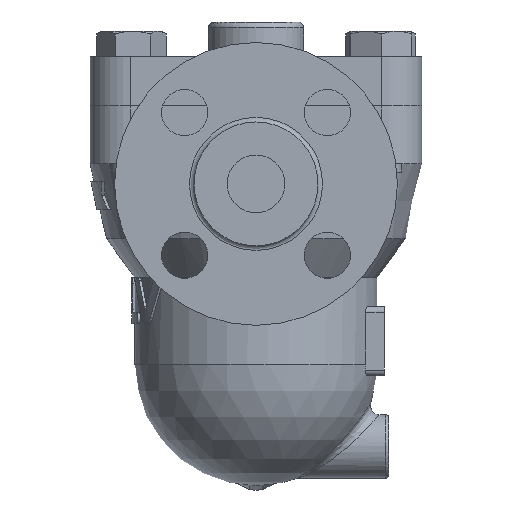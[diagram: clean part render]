
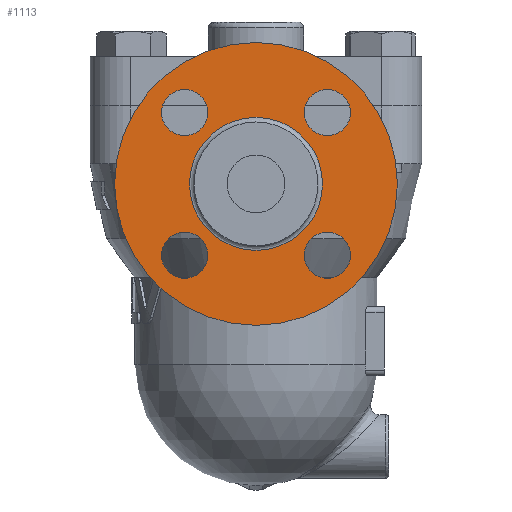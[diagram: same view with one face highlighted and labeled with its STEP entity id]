
A CAD part, left-side view. The second image highlights one B-rep face of the part: STEP entity #1113.
In plain terms, the highlighted planar face has unit normal (-1, 0, 0).
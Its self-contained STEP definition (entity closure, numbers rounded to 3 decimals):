
#1027=CARTESIAN_POINT('',(-120.4,0.,-3.95));
#1028=VERTEX_POINT('',#1027);
#1029=CARTESIAN_POINT('',(-120.4,0.0,-27.));
#1030=DIRECTION('',(-1.0,0.0,0.0));
#1031=DIRECTION('',(0.0,0.0,-1.0));
#1032=AXIS2_PLACEMENT_3D('',#1029,#1030,#1031);
#1033=CIRCLE('',#1032,23.05);
#1034=EDGE_CURVE('',#1028,#1028,#1033,.T.);
#1050=CARTESIAN_POINT('',(-120.4,0.0,8.225));
#1051=DIRECTION('',(-1.0,0.0,0.0));
#1052=DIRECTION('',(0.0,0.0,1.0));
#1053=AXIS2_PLACEMENT_3D('',#1050,#1051,#1052);
#1054=PLANE('',#1053);
#1055=CARTESIAN_POINT('',(-120.4,0.0,22.));
#1056=VERTEX_POINT('',#1055);
#1057=CARTESIAN_POINT('',(-120.4,0.0,-27.));
#1058=DIRECTION('',(-1.0,0.0,0.0));
#1059=DIRECTION('',(0.0,0.0,1.0));
#1060=AXIS2_PLACEMENT_3D('',#1057,#1058,#1059);
#1061=CIRCLE('',#1060,49.0);
#1062=EDGE_CURVE('',#1056,#1056,#1061,.T.);
#1063=ORIENTED_EDGE('',*,*,#1062,.T.);
#1064=EDGE_LOOP('',(#1063));
#1065=FACE_OUTER_BOUND('',#1064,.T.);
#1066=CARTESIAN_POINT('',(-120.4,-24.713,5.713));
#1067=VERTEX_POINT('',#1066);
#1068=CARTESIAN_POINT('',(-120.4,-24.713,-2.287));
#1069=DIRECTION('',(1.0,0.0,0.0));
#1070=DIRECTION('',(0.0,0.0,1.0));
#1071=AXIS2_PLACEMENT_3D('',#1068,#1069,#1070);
#1072=CIRCLE('',#1071,8.0);
#1073=EDGE_CURVE('',#1067,#1067,#1072,.T.);
#1074=ORIENTED_EDGE('',*,*,#1073,.T.);
#1075=EDGE_LOOP('',(#1074));
#1076=FACE_BOUND('',#1075,.T.);
#1077=CARTESIAN_POINT('',(-120.4,32.713,-2.287));
#1078=VERTEX_POINT('',#1077);
#1079=CARTESIAN_POINT('',(-120.4,24.713,-2.287));
#1080=DIRECTION('',(1.0,0.0,0.0));
#1081=DIRECTION('',(0.0,1.0,0.0));
#1082=AXIS2_PLACEMENT_3D('',#1079,#1080,#1081);
#1083=CIRCLE('',#1082,8.0);
#1084=EDGE_CURVE('',#1078,#1078,#1083,.T.);
#1085=ORIENTED_EDGE('',*,*,#1084,.T.);
#1086=EDGE_LOOP('',(#1085));
#1087=FACE_BOUND('',#1086,.T.);
#1088=CARTESIAN_POINT('',(-120.4,24.713,-59.713));
#1089=VERTEX_POINT('',#1088);
#1090=CARTESIAN_POINT('',(-120.4,24.713,-51.713));
#1091=DIRECTION('',(1.0,0.0,0.0));
#1092=DIRECTION('',(0.0,0.0,-1.0));
#1093=AXIS2_PLACEMENT_3D('',#1090,#1091,#1092);
#1094=CIRCLE('',#1093,8.0);
#1095=EDGE_CURVE('',#1089,#1089,#1094,.T.);
#1096=ORIENTED_EDGE('',*,*,#1095,.T.);
#1097=EDGE_LOOP('',(#1096));
#1098=FACE_BOUND('',#1097,.T.);
#1099=CARTESIAN_POINT('',(-120.4,-32.713,-51.713));
#1100=VERTEX_POINT('',#1099);
#1101=CARTESIAN_POINT('',(-120.4,-24.713,-51.713));
#1102=DIRECTION('',(1.0,0.0,0.0));
#1103=DIRECTION('',(0.0,-1.0,0.0));
#1104=AXIS2_PLACEMENT_3D('',#1101,#1102,#1103);
#1105=CIRCLE('',#1104,8.0);
#1106=EDGE_CURVE('',#1100,#1100,#1105,.T.);
#1107=ORIENTED_EDGE('',*,*,#1106,.T.);
#1108=EDGE_LOOP('',(#1107));
#1109=FACE_BOUND('',#1108,.T.);
#1110=ORIENTED_EDGE('',*,*,#1034,.F.);
#1111=EDGE_LOOP('',(#1110));
#1112=FACE_BOUND('',#1111,.T.);
#1113=ADVANCED_FACE('',(#1065,#1076,#1087,#1098,#1109,#1112),#1054,.T.);
